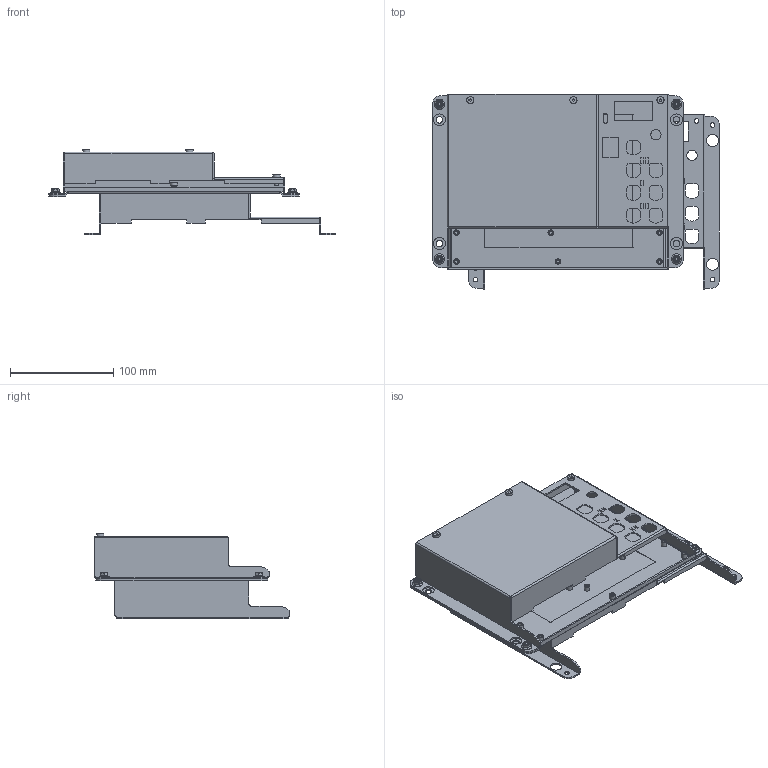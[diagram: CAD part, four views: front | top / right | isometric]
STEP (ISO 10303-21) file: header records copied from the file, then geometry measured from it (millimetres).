
FILE_DESCRIPTION( ( 'Unknown' ), '1' );
FILE_NAME( 'Modular_Gehäuse.stp', 'Unknown', ( 'Unknown' ), ( 'Unknown' ), 'XStep 1.0', 'Unknown', ' ' );
FILE_SCHEMA( ( 'CONFIG_CONTROL_DESIGN' ) );
Length unit declared in the file: millimetre
Products named in the file (8): Assem1; 1; 2; 3; 4; 5; 6; 7
Bounding box: 278 x 190 x 82.8 mm (x, y, z)
Volume: 286953.3 mm3; surface area: 395301.2 mm2
Topology: 40 solids, 40 shells, 1058 faces, 2672 edges, 1755 vertices
Faces by surface type: plane 654, cylinder 329, cone 55, bspline 10, torus 10
Full cylindrical faces by diameter (mm): 2 x4, 3 x18, 3.8 x4, 4 x37, 4.5 x14, 5 x6, 5.38 x4, 5.4 x52, 6.4 x8, 7 x8, 7.88 x4, 10 x7, 11.5 x8
Entity records: 11596 total; most frequent: CARTESIAN_POINT 2574, DIRECTION 1814, ORIENTED_EDGE 1658, EDGE_CURVE 829, AXIS2_PLACEMENT_3D 635, VERTEX_POINT 574, LINE 544, VECTOR 544
